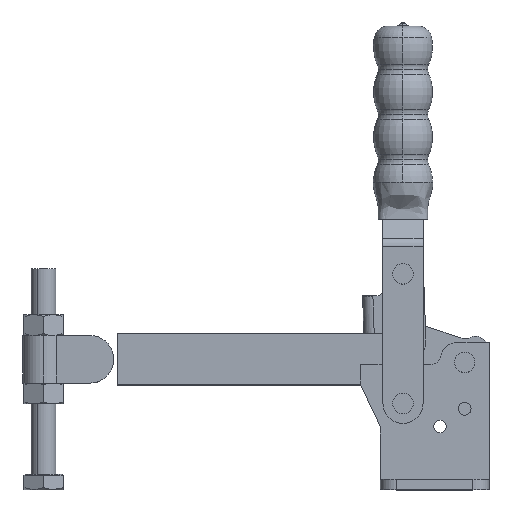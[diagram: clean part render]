
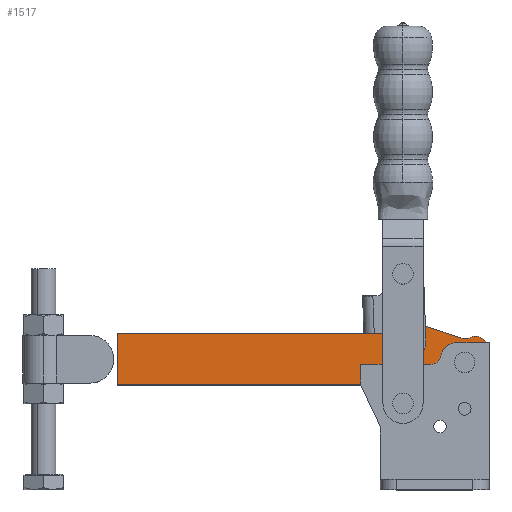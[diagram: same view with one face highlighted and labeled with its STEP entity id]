
A CAD part, top view. The second image highlights one B-rep face of the part: STEP entity #1517.
In plain terms, the highlighted planar face has unit normal (0, 0, 1).
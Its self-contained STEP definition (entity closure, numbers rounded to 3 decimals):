
#112 = AXIS2_PLACEMENT_3D ( 'NONE', #4877, #14794, #1602 ) ;
#1024 = EDGE_CURVE ( 'NONE', #18618, #15878, #14367, .T. ) ;
#1125 = VECTOR ( 'NONE', #8608, 1000. ) ;
#1421 = LINE ( 'NONE', #18177, #9976 ) ;
#1430 = EDGE_CURVE ( 'NONE', #11314, #13649, #24774, .T. ) ;
#1462 = AXIS2_PLACEMENT_3D ( 'NONE', #21130, #9452, #23121 ) ;
#1517 = ADVANCED_FACE ( 'NONE', ( #2747, #3384, #22912 ), #1849, .T. ) ;
#1602 = DIRECTION ( 'NONE',  ( -1., 0., 0. ) ) ;
#1718 = EDGE_LOOP ( 'NONE', ( #3919, #14305 ) ) ;
#1849 = PLANE ( 'NONE',  #9268 ) ;
#2136 = ORIENTED_EDGE ( 'NONE', *, *, #19708, .T. ) ;
#2232 = EDGE_CURVE ( 'NONE', #13649, #23461, #17695, .T. ) ;
#2326 = CARTESIAN_POINT ( 'NONE',  ( -51.827, 101.351, 5. ) ) ;
#2374 = AXIS2_PLACEMENT_3D ( 'NONE', #13797, #12187, #6180 ) ;
#2392 = CARTESIAN_POINT ( 'NONE',  ( -0.836, 95.28, 5. ) ) ;
#2434 = CARTESIAN_POINT ( 'NONE',  ( -12., 105.351, 5. ) ) ;
#2510 = ORIENTED_EDGE ( 'NONE', *, *, #21770, .F. ) ;
#2747 = FACE_BOUND ( 'NONE', #1718, .T. ) ;
#3212 = DIRECTION ( 'NONE',  ( 1., 0., 0. ) ) ;
#3384 = FACE_BOUND ( 'NONE', #17175, .T. ) ;
#3421 = EDGE_LOOP ( 'NONE', ( #18418, #6818, #22827, #20741, #11807, #2136, #17548, #23065, #6168, #11062 ) ) ;
#3475 = CARTESIAN_POINT ( 'NONE',  ( -40.85, 97.371, 5. ) ) ;
#3582 = ORIENTED_EDGE ( 'NONE', *, *, #1024, .F. ) ;
#3637 = CARTESIAN_POINT ( 'NONE',  ( -181., 101.351, 5. ) ) ;
#3832 = AXIS2_PLACEMENT_3D ( 'NONE', #7715, #21335, #9665 ) ;
#3919 = ORIENTED_EDGE ( 'NONE', *, *, #19130, .F. ) ;
#3932 = VECTOR ( 'NONE', #23184, 1000. ) ;
#4225 = CARTESIAN_POINT ( 'NONE',  ( -15.5, 87.351, 5. ) ) ;
#4248 = CARTESIAN_POINT ( 'NONE',  ( 0., 76.351, 5. ) ) ;
#4400 = DIRECTION ( 'NONE',  ( 1., 0., 0. ) ) ;
#4540 = DIRECTION ( 'NONE',  ( 0., 0., -1. ) ) ;
#4786 = AXIS2_PLACEMENT_3D ( 'NONE', #7294, #20943, #9286 ) ;
#4877 = CARTESIAN_POINT ( 'NONE',  ( -6.393, 82.351, 5. ) ) ;
#4976 = AXIS2_PLACEMENT_3D ( 'NONE', #16212, #4540, #18196 ) ;
#5294 = VERTEX_POINT ( 'NONE', #20864 ) ;
#5415 = DIRECTION ( 'NONE',  ( -1., 0., 0. ) ) ;
#5824 = DIRECTION ( 'NONE',  ( -1., 0., 0. ) ) ;
#5948 = CIRCLE ( 'NONE', #17988, 10.5 ) ;
#6168 = ORIENTED_EDGE ( 'NONE', *, *, #24262, .T. ) ;
#6180 = DIRECTION ( 'NONE',  ( 1., 0., 0. ) ) ;
#6818 = ORIENTED_EDGE ( 'NONE', *, *, #2232, .T. ) ;
#6899 = CARTESIAN_POINT ( 'NONE',  ( -14.132, 99.21, 5. ) ) ;
#7224 = DIRECTION ( 'NONE',  ( 0., 0., 1. ) ) ;
#7294 = CARTESIAN_POINT ( 'NONE',  ( -40.85, 97.371, 5. ) ) ;
#7316 = VERTEX_POINT ( 'NONE', #12008 ) ;
#7383 = CARTESIAN_POINT ( 'NONE',  ( -37.407, 107.29, 5. ) ) ;
#7715 = CARTESIAN_POINT ( 'NONE',  ( -6.704, 94.028, 5. ) ) ;
#7754 = VERTEX_POINT ( 'NONE', #6899 ) ;
#7949 = VECTOR ( 'NONE', #10153, 1000. ) ;
#8058 = AXIS2_PLACEMENT_3D ( 'NONE', #19781, #8122, #21754 ) ;
#8059 = VERTEX_POINT ( 'NONE', #23319 ) ;
#8122 = DIRECTION ( 'NONE',  ( 0., 0., 1. ) ) ;
#8608 = DIRECTION ( 'NONE',  ( 0., -1., 0. ) ) ;
#9162 = EDGE_CURVE ( 'NONE', #24922, #13174, #24871, .T. ) ;
#9268 = AXIS2_PLACEMENT_3D ( 'NONE', #11962, #7224, #3212 ) ;
#9286 = DIRECTION ( 'NONE',  ( 1., 0., 0. ) ) ;
#9452 = DIRECTION ( 'NONE',  ( 0., 0., 1. ) ) ;
#9665 = DIRECTION ( 'NONE',  ( -1., 0., 0. ) ) ;
#9976 = VECTOR ( 'NONE', #10418, 1000. ) ;
#10093 = AXIS2_PLACEMENT_3D ( 'NONE', #2434, #16079, #4400 ) ;
#10153 = DIRECTION ( 'NONE',  ( -1., 0., 0. ) ) ;
#10418 = DIRECTION ( 'NONE',  ( -0.945, 0.328, 0. ) ) ;
#10560 = CARTESIAN_POINT ( 'NONE',  ( -181., 108.351, 5. ) ) ;
#11062 = ORIENTED_EDGE ( 'NONE', *, *, #16870, .F. ) ;
#11172 = CIRCLE ( 'NONE', #1462, 3.5 ) ;
#11314 = VERTEX_POINT ( 'NONE', #22140 ) ;
#11554 = CARTESIAN_POINT ( 'NONE',  ( -38., 87.351, 5. ) ) ;
#11642 = DIRECTION ( 'NONE',  ( 0., 0., 1. ) ) ;
#11807 = ORIENTED_EDGE ( 'NONE', *, *, #18897, .T. ) ;
#11962 = CARTESIAN_POINT ( 'NONE',  ( 0., 108.351, 5. ) ) ;
#12008 = CARTESIAN_POINT ( 'NONE',  ( -9.246, 99.463, 5. ) ) ;
#12187 = DIRECTION ( 'NONE',  ( 0., 0., 1. ) ) ;
#12700 = CARTESIAN_POINT ( 'NONE',  ( -8.5, 87.351, 5. ) ) ;
#12745 = EDGE_CURVE ( 'NONE', #7316, #7754, #15234, .T. ) ;
#13118 = LINE ( 'NONE', #4248, #7949 ) ;
#13174 = VERTEX_POINT ( 'NONE', #2326 ) ;
#13649 = VERTEX_POINT ( 'NONE', #21413 ) ;
#13797 = CARTESIAN_POINT ( 'NONE',  ( -12., 87.351, 5. ) ) ;
#14277 = LINE ( 'NONE', #3637, #3932 ) ;
#14305 = ORIENTED_EDGE ( 'NONE', *, *, #22755, .F. ) ;
#14367 = CIRCLE ( 'NONE', #2374, 3.5 ) ;
#14794 = DIRECTION ( 'NONE',  ( 0., 0., 1. ) ) ;
#14963 = VERTEX_POINT ( 'NONE', #23580 ) ;
#15234 = CIRCLE ( 'NONE', #10093, 6.5 ) ;
#15878 = VERTEX_POINT ( 'NONE', #4225 ) ;
#16079 = DIRECTION ( 'NONE',  ( 0., 0., -1. ) ) ;
#16212 = CARTESIAN_POINT ( 'NONE',  ( -51.827, 103.351, 5. ) ) ;
#16870 = EDGE_CURVE ( 'NONE', #11314, #21226, #13118, .T. ) ;
#17104 = DIRECTION ( 'NONE',  ( 0., 0., 1. ) ) ;
#17175 = EDGE_LOOP ( 'NONE', ( #2510, #3582 ) ) ;
#17187 = VERTEX_POINT ( 'NONE', #7383 ) ;
#17548 = ORIENTED_EDGE ( 'NONE', *, *, #9162, .T. ) ;
#17695 = CIRCLE ( 'NONE', #19605, 38. ) ;
#17847 = EDGE_CURVE ( 'NONE', #13174, #8059, #14277, .T. ) ;
#17988 = AXIS2_PLACEMENT_3D ( 'NONE', #3475, #17104, #5415 ) ;
#18026 = CARTESIAN_POINT ( 'NONE',  ( -181., 76.351, 5. ) ) ;
#18177 = CARTESIAN_POINT ( 'NONE',  ( -37.407, 107.29, 5. ) ) ;
#18196 = DIRECTION ( 'NONE',  ( 1., 0., 0. ) ) ;
#18418 = ORIENTED_EDGE ( 'NONE', *, *, #1430, .T. ) ;
#18610 = CIRCLE ( 'NONE', #8058, 3.5 ) ;
#18618 = VERTEX_POINT ( 'NONE', #12700 ) ;
#18897 = EDGE_CURVE ( 'NONE', #7754, #17187, #1421, .T. ) ;
#19130 = EDGE_CURVE ( 'NONE', #5294, #14963, #11172, .T. ) ;
#19605 = AXIS2_PLACEMENT_3D ( 'NONE', #11554, #11642, #5824 ) ;
#19708 = EDGE_CURVE ( 'NONE', #17187, #24922, #5948, .T. ) ;
#19781 = CARTESIAN_POINT ( 'NONE',  ( -12., 87.351, 5. ) ) ;
#20741 = ORIENTED_EDGE ( 'NONE', *, *, #12745, .T. ) ;
#20864 = CARTESIAN_POINT ( 'NONE',  ( -44.35, 97.371, 5. ) ) ;
#20943 = DIRECTION ( 'NONE',  ( 0., 0., 1. ) ) ;
#21130 = CARTESIAN_POINT ( 'NONE',  ( -40.85, 97.371, 5. ) ) ;
#21226 = VERTEX_POINT ( 'NONE', #18026 ) ;
#21335 = DIRECTION ( 'NONE',  ( 0., 0., 1. ) ) ;
#21413 = CARTESIAN_POINT ( 'NONE',  ( -0.467, 81.413, 5. ) ) ;
#21754 = DIRECTION ( 'NONE',  ( 1., 0., 0. ) ) ;
#21770 = EDGE_CURVE ( 'NONE', #15878, #18618, #18610, .T. ) ;
#21892 = CARTESIAN_POINT ( 'NONE',  ( -50.07, 102.394, 5. ) ) ;
#21898 = LINE ( 'NONE', #10560, #1125 ) ;
#22140 = CARTESIAN_POINT ( 'NONE',  ( -6.393, 76.351, 5. ) ) ;
#22755 = EDGE_CURVE ( 'NONE', #14963, #5294, #23516, .T. ) ;
#22827 = ORIENTED_EDGE ( 'NONE', *, *, #23259, .T. ) ;
#22867 = CIRCLE ( 'NONE', #3832, 6. ) ;
#22912 = FACE_OUTER_BOUND ( 'NONE', #3421, .T. ) ;
#23065 = ORIENTED_EDGE ( 'NONE', *, *, #17847, .T. ) ;
#23121 = DIRECTION ( 'NONE',  ( 1., 0., 0. ) ) ;
#23184 = DIRECTION ( 'NONE',  ( -1., 0., 0. ) ) ;
#23259 = EDGE_CURVE ( 'NONE', #23461, #7316, #22867, .T. ) ;
#23319 = CARTESIAN_POINT ( 'NONE',  ( -181., 101.351, 5. ) ) ;
#23461 = VERTEX_POINT ( 'NONE', #2392 ) ;
#23516 = CIRCLE ( 'NONE', #4786, 3.5 ) ;
#23580 = CARTESIAN_POINT ( 'NONE',  ( -37.35, 97.371, 5. ) ) ;
#24262 = EDGE_CURVE ( 'NONE', #8059, #21226, #21898, .T. ) ;
#24774 = CIRCLE ( 'NONE', #112, 6. ) ;
#24871 = CIRCLE ( 'NONE', #4976, 2. ) ;
#24922 = VERTEX_POINT ( 'NONE', #21892 ) ;
